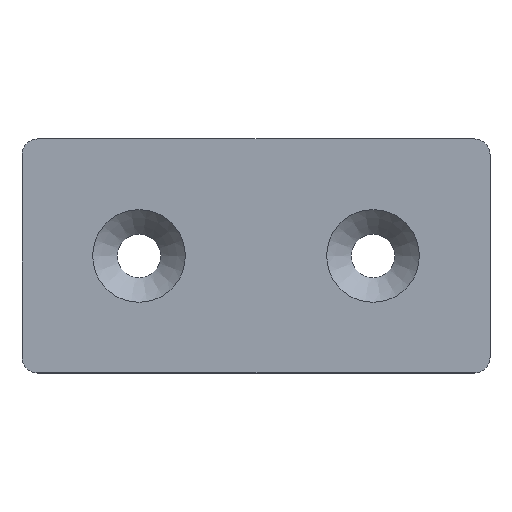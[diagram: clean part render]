
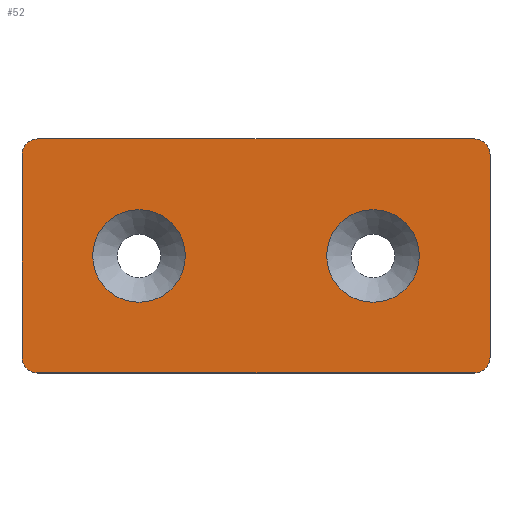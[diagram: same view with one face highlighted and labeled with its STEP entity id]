
A CAD part, top view. The second image highlights one B-rep face of the part: STEP entity #52.
In plain terms, the highlighted planar face has unit normal (0, 0, 1).
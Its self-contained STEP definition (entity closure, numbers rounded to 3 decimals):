
#52 = ADVANCED_FACE( '', ( #105, #106, #107 ), #108, .T. );
#105 = FACE_BOUND( '', #162, .T. );
#106 = FACE_BOUND( '', #163, .T. );
#107 = FACE_OUTER_BOUND( '', #164, .T. );
#108 = PLANE( '', #165 );
#162 = EDGE_LOOP( '', ( #245 ) );
#163 = EDGE_LOOP( '', ( #246 ) );
#164 = EDGE_LOOP( '', ( #247, #248, #249, #250, #251, #252, #253, #254 ) );
#165 = AXIS2_PLACEMENT_3D( '', #255, #256, #257 );
#245 = ORIENTED_EDGE( '', *, *, #322, .F. );
#246 = ORIENTED_EDGE( '', *, *, #335, .F. );
#247 = ORIENTED_EDGE( '', *, *, #309, .T. );
#248 = ORIENTED_EDGE( '', *, *, #336, .T. );
#249 = ORIENTED_EDGE( '', *, *, #337, .T. );
#250 = ORIENTED_EDGE( '', *, *, #319, .T. );
#251 = ORIENTED_EDGE( '', *, *, #333, .T. );
#252 = ORIENTED_EDGE( '', *, *, #314, .T. );
#253 = ORIENTED_EDGE( '', *, *, #327, .T. );
#254 = ORIENTED_EDGE( '', *, *, #330, .T. );
#255 = CARTESIAN_POINT( '', ( 3., 19.5, 5. ) );
#256 = DIRECTION( '', ( 0., 0., 1. ) );
#257 = DIRECTION( '', ( 1., 0., 0. ) );
#309 = EDGE_CURVE( '', #356, #354, #357, .T. );
#314 = EDGE_CURVE( '', #365, #363, #366, .T. );
#319 = EDGE_CURVE( '', #374, #372, #375, .T. );
#322 = EDGE_CURVE( '', #378, #378, #379, .T. );
#327 = EDGE_CURVE( '', #363, #385, #387, .T. );
#330 = EDGE_CURVE( '', #385, #356, #390, .T. );
#333 = EDGE_CURVE( '', #372, #365, #393, .T. );
#335 = EDGE_CURVE( '', #395, #395, #396, .T. );
#336 = EDGE_CURVE( '', #354, #397, #398, .T. );
#337 = EDGE_CURVE( '', #397, #374, #399, .T. );
#354 = VERTEX_POINT( '', #420 );
#356 = VERTEX_POINT( '', #423 );
#357 = CIRCLE( '', #424, 3. );
#363 = VERTEX_POINT( '', #432 );
#365 = VERTEX_POINT( '', #435 );
#366 = LINE( '', #436, #437 );
#372 = VERTEX_POINT( '', #445 );
#374 = VERTEX_POINT( '', #448 );
#375 = LINE( '', #449, #450 );
#378 = VERTEX_POINT( '', #454 );
#379 = CIRCLE( '', #455, 8.9 );
#385 = VERTEX_POINT( '', #461 );
#387 = CIRCLE( '', #464, 3. );
#390 = LINE( '', #468, #469 );
#393 = CIRCLE( '', #472, 3. );
#395 = VERTEX_POINT( '', #474 );
#396 = CIRCLE( '', #475, 8.9 );
#397 = VERTEX_POINT( '', #476 );
#398 = LINE( '', #477, #478 );
#399 = CIRCLE( '', #479, 3. );
#420 = CARTESIAN_POINT( '', ( 0., 19.5, 5. ) );
#423 = CARTESIAN_POINT( '', ( 3., 22.5, 5. ) );
#424 = AXIS2_PLACEMENT_3D( '', #502, #503, #504 );
#432 = CARTESIAN_POINT( '', ( 90., 19.5, 5. ) );
#435 = CARTESIAN_POINT( '', ( 90., -19.5, 5. ) );
#436 = CARTESIAN_POINT( '', ( 90., -19.5, 5. ) );
#437 = VECTOR( '', #508, 1000. );
#445 = CARTESIAN_POINT( '', ( 87., -22.5, 5. ) );
#448 = CARTESIAN_POINT( '', ( 3., -22.5, 5. ) );
#449 = CARTESIAN_POINT( '', ( 3., -22.5, 5. ) );
#450 = VECTOR( '', #512, 1000. );
#454 = CARTESIAN_POINT( '', ( 76.4, 0., 5. ) );
#455 = AXIS2_PLACEMENT_3D( '', #514, #515, #516 );
#461 = CARTESIAN_POINT( '', ( 87., 22.5, 5. ) );
#464 = AXIS2_PLACEMENT_3D( '', #524, #525, #526 );
#468 = CARTESIAN_POINT( '', ( 87., 22.5, 5. ) );
#469 = VECTOR( '', #528, 1000. );
#472 = AXIS2_PLACEMENT_3D( '', #532, #533, #534 );
#474 = CARTESIAN_POINT( '', ( 31.4, 0., 5. ) );
#475 = AXIS2_PLACEMENT_3D( '', #535, #536, #537 );
#476 = CARTESIAN_POINT( '', ( 0., -19.5, 5. ) );
#477 = CARTESIAN_POINT( '', ( 0., 19.5, 5. ) );
#478 = VECTOR( '', #538, 1000. );
#479 = AXIS2_PLACEMENT_3D( '', #539, #540, #541 );
#502 = CARTESIAN_POINT( '', ( 3., 19.5, 5. ) );
#503 = DIRECTION( '', ( 0., 0., 1. ) );
#504 = DIRECTION( '', ( 1., 0., 0. ) );
#508 = DIRECTION( '', ( 0., 1., 0. ) );
#512 = DIRECTION( '', ( 1., 0., 0. ) );
#514 = CARTESIAN_POINT( '', ( 67.5, 0., 5. ) );
#515 = DIRECTION( '', ( 0., 0., 1. ) );
#516 = DIRECTION( '', ( 1., 0., 0. ) );
#524 = CARTESIAN_POINT( '', ( 87., 19.5, 5. ) );
#525 = DIRECTION( '', ( 0., 0., 1. ) );
#526 = DIRECTION( '', ( 1., 0., 0. ) );
#528 = DIRECTION( '', ( -1., 0., 0. ) );
#532 = CARTESIAN_POINT( '', ( 87., -19.5, 5. ) );
#533 = DIRECTION( '', ( 0., 0., 1. ) );
#534 = DIRECTION( '', ( 1., 0., 0. ) );
#535 = CARTESIAN_POINT( '', ( 22.5, 0., 5. ) );
#536 = DIRECTION( '', ( 0., 0., 1. ) );
#537 = DIRECTION( '', ( 1., 0., 0. ) );
#538 = DIRECTION( '', ( 0., -1., 0. ) );
#539 = CARTESIAN_POINT( '', ( 3., -19.5, 5. ) );
#540 = DIRECTION( '', ( 0., 0., 1. ) );
#541 = DIRECTION( '', ( 1., 0., 0. ) );
